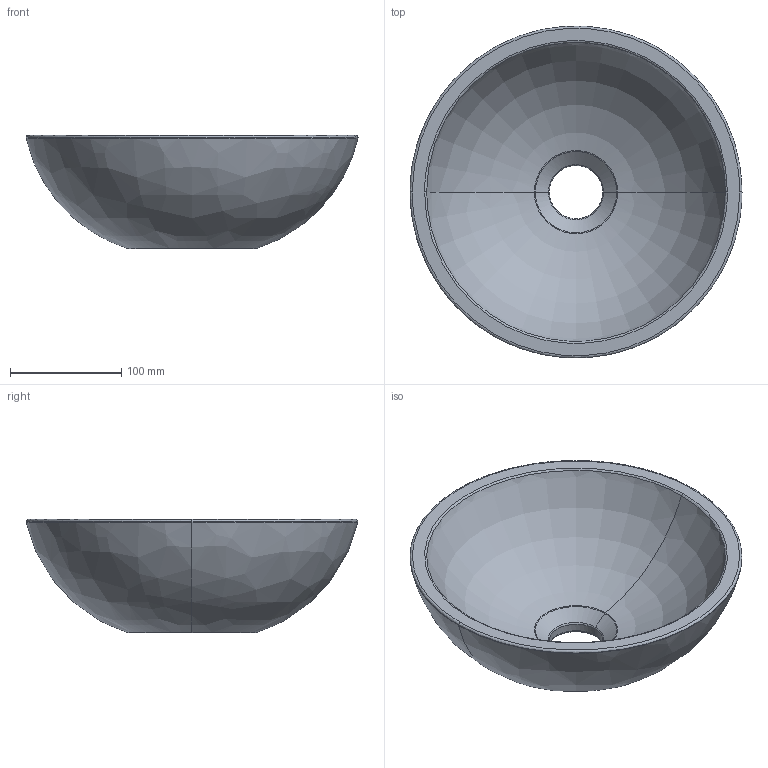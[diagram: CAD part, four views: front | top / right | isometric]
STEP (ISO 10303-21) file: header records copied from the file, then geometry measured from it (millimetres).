
FILE_DESCRIPTION(/* description */ (''),/* implementation_level */ '2;1');
FILE_NAME(/* name */ '53698',/* time_stamp */ '2025-07-11T19:56:12+03:00',/* author */ (''),/* organization */ (''),/* preprocessor_version */ 'ST-DEVELOPER v16.5',/* originating_system */ '',/* authorisation */ '');
FILE_SCHEMA (('AUTOMOTIVE_DESIGN_CC2'));
Length unit declared in the file: millimetre
Products named in the file (1): Document
Bounding box: 299.05 x 298.66 x 102 mm (x, y, z)
Volume: 1512762.4 mm3; surface area: 370074.7 mm2
Topology: 1 solids, 1 shells, 37 faces, 86 edges, 50 vertices
Faces by surface type: bspline 26, cylinder 6, plane 5
Entity records: 2775 total; most frequent: CARTESIAN_POINT 2265, ORIENTED_EDGE 172, EDGE_CURVE 86, VERTEX_POINT 50, EDGE_LOOP 42, ADVANCED_FACE 37, FACE_OUTER_BOUND 37, DIRECTION 15
